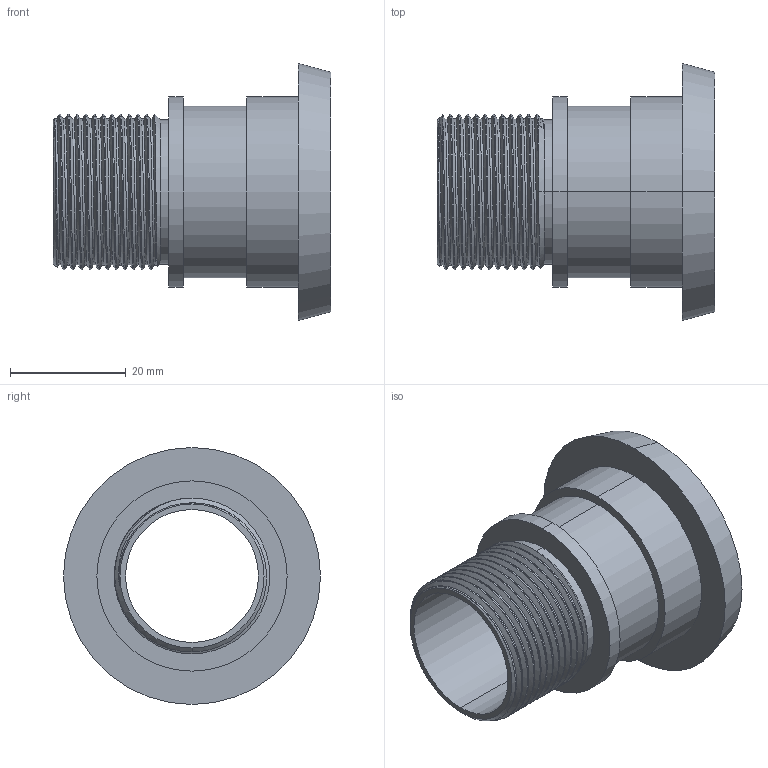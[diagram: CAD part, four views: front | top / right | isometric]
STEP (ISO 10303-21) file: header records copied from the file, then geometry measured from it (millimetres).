
FILE_DESCRIPTION (( 'STEP AP203' ), '1' );
FILE_NAME ('3D-M2036P_26 1_174221030.STEP', '2024-09-07T07:37:18', ( '' ), ( '' ), 'SwSTEP 2.0', 'SolidWorks 2024', '' );
FILE_SCHEMA (( 'CONFIG_CONTROL_DESIGN' ));
Length unit declared in the file: millimetre
Products named in the file (1): 3D-M2036P_26 1_174221030
Bounding box: 48 x 44.42 x 44.42 mm (x, y, z)
Volume: 15996.1 mm3; surface area: 11383.4 mm2
Topology: 1 solids, 1 shells, 49 faces, 127 edges, 84 vertices
Faces by surface type: cylinder 33, plane 7, cone 6, bspline 3
Entity records: 3744 total; most frequent: CARTESIAN_POINT 2615, ORIENTED_EDGE 254, DIRECTION 188, EDGE_CURVE 127, VERTEX_POINT 84, AXIS2_PLACEMENT_3D 75, EDGE_LOOP 55, FACE_OUTER_BOUND 49
